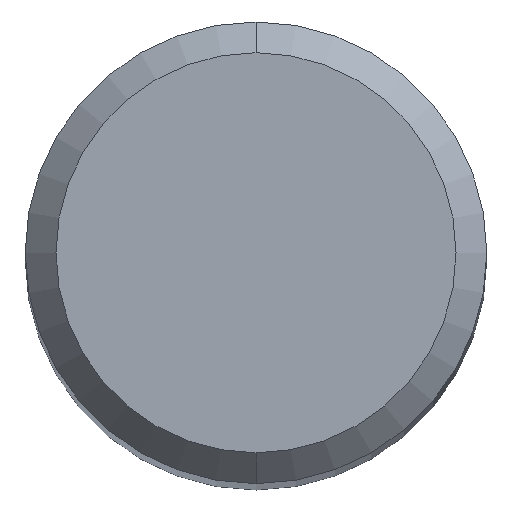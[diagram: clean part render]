
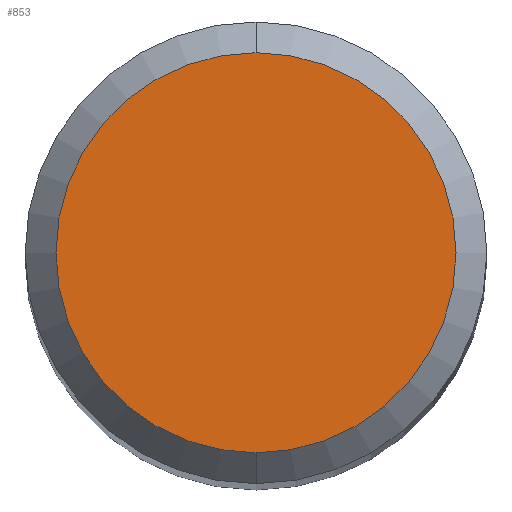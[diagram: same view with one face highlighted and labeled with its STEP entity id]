
A CAD part, top view. The second image highlights one B-rep face of the part: STEP entity #853.
In plain terms, the highlighted planar face has unit normal (0, 0, 1).
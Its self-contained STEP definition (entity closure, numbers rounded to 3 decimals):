
#605=EDGE_CURVE('',#831,#995,#1294,.T.);
#675=EDGE_CURVE('',#995,#831,#1370,.T.);
#831=VERTEX_POINT('',#1537);
#853=ADVANCED_FACE('',(#1563),#1564,.T.);
#995=VERTEX_POINT('',#1722);
#1294=CIRCLE('',#2996,2.6);
#1370=CIRCLE('',#3348,2.6);
#1537=CARTESIAN_POINT('',(0.0,2.6,0.0));
#1563=FACE_OUTER_BOUND('',#3879,.T.);
#1564=PLANE('',#3880);
#1722=CARTESIAN_POINT('',(0.,-2.6,0.0));
#2996=AXIS2_PLACEMENT_3D('',#4601,#4602,#4603);
#3348=AXIS2_PLACEMENT_3D('',#4670,#4671,#4672);
#3879=EDGE_LOOP('',(#4894,#4895));
#3880=AXIS2_PLACEMENT_3D('',#4896,#4897,#4898);
#4601=CARTESIAN_POINT('',(0.0,0.0,0.0));
#4602=DIRECTION('',(0.0,0.0,-1.0));
#4603=DIRECTION('',(0.0,1.0,0.0));
#4670=CARTESIAN_POINT('',(0.0,0.0,0.0));
#4671=DIRECTION('',(0.0,0.0,-1.0));
#4672=DIRECTION('',(0.0,1.0,0.0));
#4894=ORIENTED_EDGE('',*,*,#605,.F.);
#4895=ORIENTED_EDGE('',*,*,#675,.F.);
#4896=CARTESIAN_POINT('',(0.0,1.3,0.0));
#4897=DIRECTION('',(-0.0,0.0,1.0));
#4898=DIRECTION('',(0.0,-1.0,0.0));
